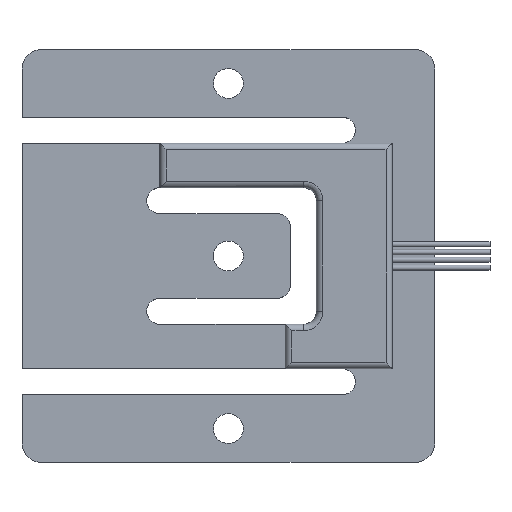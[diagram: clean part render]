
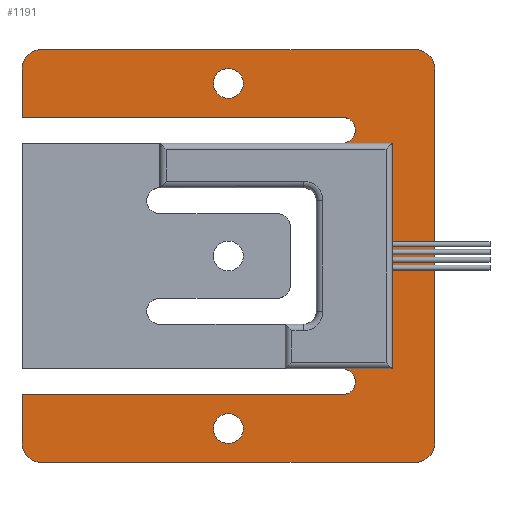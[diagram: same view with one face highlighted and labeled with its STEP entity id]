
A CAD part, top view. The second image highlights one B-rep face of the part: STEP entity #1191.
In plain terms, the highlighted planar face has unit normal (0, 0, 1).
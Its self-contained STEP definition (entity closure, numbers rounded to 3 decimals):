
#33=FACE_BOUND('',#152,.T.);
#34=FACE_BOUND('',#153,.T.);
#41=PLANE('',#1314);
#81=FACE_OUTER_BOUND('',#151,.T.);
#151=EDGE_LOOP('',(#888,#889,#890,#891,#892,#893,#894,#895,#896,#897,#898,
#899,#900,#901,#902,#903));
#152=EDGE_LOOP('',(#904,#905));
#153=EDGE_LOOP('',(#906,#907));
#250=LINE('',#1945,#359);
#251=LINE('',#1947,#360);
#252=LINE('',#1951,#361);
#253=LINE('',#1953,#362);
#254=LINE('',#1957,#363);
#255=LINE('',#1961,#364);
#256=LINE('',#1965,#365);
#257=LINE('',#1969,#366);
#258=LINE('',#1971,#367);
#259=LINE('',#1974,#368);
#359=VECTOR('',#1546,1000.);
#360=VECTOR('',#1547,1000.);
#361=VECTOR('',#1550,1000.);
#362=VECTOR('',#1551,1000.);
#363=VECTOR('',#1554,1000.);
#364=VECTOR('',#1557,1000.);
#365=VECTOR('',#1560,1000.);
#366=VECTOR('',#1563,1000.);
#367=VECTOR('',#1564,1000.);
#368=VECTOR('',#1567,1000.);
#446=CIRCLE('',#1281,2.3);
#449=CIRCLE('',#1284,2.3);
#454=CIRCLE('',#1291,2.3);
#457=CIRCLE('',#1294,2.3);
#473=CIRCLE('',#1315,2.);
#474=CIRCLE('',#1316,3.);
#475=CIRCLE('',#1317,3.);
#476=CIRCLE('',#1318,3.);
#477=CIRCLE('',#1319,3.);
#478=CIRCLE('',#1320,2.);
#506=VERTEX_POINT('',#1821);
#507=VERTEX_POINT('',#1822);
#514=VERTEX_POINT('',#1841);
#515=VERTEX_POINT('',#1842);
#560=VERTEX_POINT('',#1943);
#561=VERTEX_POINT('',#1944);
#562=VERTEX_POINT('',#1946);
#563=VERTEX_POINT('',#1948);
#564=VERTEX_POINT('',#1950);
#565=VERTEX_POINT('',#1952);
#566=VERTEX_POINT('',#1954);
#567=VERTEX_POINT('',#1956);
#568=VERTEX_POINT('',#1958);
#569=VERTEX_POINT('',#1960);
#570=VERTEX_POINT('',#1962);
#571=VERTEX_POINT('',#1964);
#572=VERTEX_POINT('',#1966);
#573=VERTEX_POINT('',#1968);
#574=VERTEX_POINT('',#1970);
#575=VERTEX_POINT('',#1972);
#628=EDGE_CURVE('',#506,#507,#446,.T.);
#632=EDGE_CURVE('',#507,#506,#449,.T.);
#638=EDGE_CURVE('',#514,#515,#454,.T.);
#642=EDGE_CURVE('',#515,#514,#457,.T.);
#689=EDGE_CURVE('',#560,#561,#250,.T.);
#690=EDGE_CURVE('',#562,#560,#251,.T.);
#691=EDGE_CURVE('',#562,#563,#473,.T.);
#692=EDGE_CURVE('',#563,#564,#252,.T.);
#693=EDGE_CURVE('',#564,#565,#253,.T.);
#694=EDGE_CURVE('',#565,#566,#474,.T.);
#695=EDGE_CURVE('',#566,#567,#254,.T.);
#696=EDGE_CURVE('',#567,#568,#475,.T.);
#697=EDGE_CURVE('',#568,#569,#255,.T.);
#698=EDGE_CURVE('',#569,#570,#476,.T.);
#699=EDGE_CURVE('',#570,#571,#256,.T.);
#700=EDGE_CURVE('',#571,#572,#477,.T.);
#701=EDGE_CURVE('',#572,#573,#257,.T.);
#702=EDGE_CURVE('',#573,#574,#258,.T.);
#703=EDGE_CURVE('',#574,#575,#478,.T.);
#704=EDGE_CURVE('',#561,#575,#259,.T.);
#888=ORIENTED_EDGE('',*,*,#689,.F.);
#889=ORIENTED_EDGE('',*,*,#690,.F.);
#890=ORIENTED_EDGE('',*,*,#691,.T.);
#891=ORIENTED_EDGE('',*,*,#692,.T.);
#892=ORIENTED_EDGE('',*,*,#693,.T.);
#893=ORIENTED_EDGE('',*,*,#694,.T.);
#894=ORIENTED_EDGE('',*,*,#695,.T.);
#895=ORIENTED_EDGE('',*,*,#696,.T.);
#896=ORIENTED_EDGE('',*,*,#697,.T.);
#897=ORIENTED_EDGE('',*,*,#698,.T.);
#898=ORIENTED_EDGE('',*,*,#699,.T.);
#899=ORIENTED_EDGE('',*,*,#700,.T.);
#900=ORIENTED_EDGE('',*,*,#701,.T.);
#901=ORIENTED_EDGE('',*,*,#702,.T.);
#902=ORIENTED_EDGE('',*,*,#703,.T.);
#903=ORIENTED_EDGE('',*,*,#704,.F.);
#904=ORIENTED_EDGE('',*,*,#628,.F.);
#905=ORIENTED_EDGE('',*,*,#632,.F.);
#906=ORIENTED_EDGE('',*,*,#638,.F.);
#907=ORIENTED_EDGE('',*,*,#642,.F.);
#1191=ADVANCED_FACE('',(#81,#33,#34),#41,.T.);
#1281=AXIS2_PLACEMENT_3D('',#1823,#1444,#1445);
#1284=AXIS2_PLACEMENT_3D('',#1829,#1451,#1452);
#1291=AXIS2_PLACEMENT_3D('',#1843,#1466,#1467);
#1294=AXIS2_PLACEMENT_3D('',#1849,#1473,#1474);
#1314=AXIS2_PLACEMENT_3D('',#1942,#1544,#1545);
#1315=AXIS2_PLACEMENT_3D('',#1949,#1548,#1549);
#1316=AXIS2_PLACEMENT_3D('',#1955,#1552,#1553);
#1317=AXIS2_PLACEMENT_3D('',#1959,#1555,#1556);
#1318=AXIS2_PLACEMENT_3D('',#1963,#1558,#1559);
#1319=AXIS2_PLACEMENT_3D('',#1967,#1561,#1562);
#1320=AXIS2_PLACEMENT_3D('',#1973,#1565,#1566);
#1444=DIRECTION('center_axis',(0.,0.,1.));
#1445=DIRECTION('ref_axis',(1.,0.,0.));
#1451=DIRECTION('center_axis',(0.,0.,1.));
#1452=DIRECTION('ref_axis',(1.,0.,0.));
#1466=DIRECTION('center_axis',(0.,0.,1.));
#1467=DIRECTION('ref_axis',(1.,0.,0.));
#1473=DIRECTION('center_axis',(0.,0.,1.));
#1474=DIRECTION('ref_axis',(1.,0.,0.));
#1544=DIRECTION('center_axis',(0.,0.,1.));
#1545=DIRECTION('ref_axis',(1.,0.,0.));
#1546=DIRECTION('',(0.,1.,0.));
#1547=DIRECTION('',(1.,0.,0.));
#1548=DIRECTION('center_axis',(0.,0.,-1.));
#1549=DIRECTION('ref_axis',(1.,0.,0.));
#1550=DIRECTION('',(-1.,0.,0.));
#1551=DIRECTION('',(0.,-1.,0.));
#1552=DIRECTION('center_axis',(0.,0.,1.));
#1553=DIRECTION('ref_axis',(1.,0.,0.));
#1554=DIRECTION('',(1.,0.,0.));
#1555=DIRECTION('center_axis',(0.,0.,1.));
#1556=DIRECTION('ref_axis',(1.,0.,0.));
#1557=DIRECTION('',(0.,1.,0.));
#1558=DIRECTION('center_axis',(0.,0.,1.));
#1559=DIRECTION('ref_axis',(1.,0.,0.));
#1560=DIRECTION('',(-1.,0.,0.));
#1561=DIRECTION('center_axis',(0.,0.,1.));
#1562=DIRECTION('ref_axis',(1.,0.,0.));
#1563=DIRECTION('',(0.,-1.,0.));
#1564=DIRECTION('',(1.,0.,0.));
#1565=DIRECTION('center_axis',(0.,0.,-1.));
#1566=DIRECTION('ref_axis',(1.,0.,0.));
#1567=DIRECTION('',(-1.,0.,0.));
#1821=CARTESIAN_POINT('',(1324.655,552.556,3.5));
#1822=CARTESIAN_POINT('',(1329.255,552.556,3.5));
#1823=CARTESIAN_POINT('Origin',(1326.955,552.556,3.5));
#1829=CARTESIAN_POINT('Origin',(1326.955,552.556,3.5));
#1841=CARTESIAN_POINT('',(1324.655,499.456,3.5));
#1842=CARTESIAN_POINT('',(1329.255,499.456,3.5));
#1843=CARTESIAN_POINT('Origin',(1326.955,499.456,3.5));
#1849=CARTESIAN_POINT('Origin',(1326.955,499.456,3.5));
#1942=CARTESIAN_POINT('Origin',(1355.705,497.256,3.5));
#1943=CARTESIAN_POINT('',(1352.205,508.656,3.5));
#1944=CARTESIAN_POINT('',(1352.205,543.356,3.5));
#1945=CARTESIAN_POINT('',(1352.205,508.656,3.5));
#1946=CARTESIAN_POINT('',(1344.505,508.656,3.5));
#1947=CARTESIAN_POINT('',(1335.705,508.656,3.5));
#1948=CARTESIAN_POINT('',(1344.505,504.656,3.5));
#1949=CARTESIAN_POINT('Origin',(1344.505,506.656,3.5));
#1950=CARTESIAN_POINT('',(1295.205,504.656,3.5));
#1951=CARTESIAN_POINT('',(1295.205,504.656,3.5));
#1952=CARTESIAN_POINT('',(1295.205,497.256,3.5));
#1953=CARTESIAN_POINT('',(1295.205,504.656,3.5));
#1954=CARTESIAN_POINT('',(1298.205,494.256,3.5));
#1955=CARTESIAN_POINT('Origin',(1298.205,497.256,3.5));
#1956=CARTESIAN_POINT('',(1355.705,494.256,3.5));
#1957=CARTESIAN_POINT('',(1298.205,494.256,3.5));
#1958=CARTESIAN_POINT('',(1358.705,497.256,3.5));
#1959=CARTESIAN_POINT('Origin',(1355.705,497.256,3.5));
#1960=CARTESIAN_POINT('',(1358.705,554.756,3.5));
#1961=CARTESIAN_POINT('',(1358.705,526.006,3.5));
#1962=CARTESIAN_POINT('',(1355.705,557.756,3.5));
#1963=CARTESIAN_POINT('Origin',(1355.705,554.756,3.5));
#1964=CARTESIAN_POINT('',(1298.205,557.756,3.5));
#1965=CARTESIAN_POINT('',(1298.205,557.756,3.5));
#1966=CARTESIAN_POINT('',(1295.205,554.756,3.5));
#1967=CARTESIAN_POINT('Origin',(1298.205,554.756,3.5));
#1968=CARTESIAN_POINT('',(1295.205,547.356,3.5));
#1969=CARTESIAN_POINT('',(1295.205,547.356,3.5));
#1970=CARTESIAN_POINT('',(1344.505,547.356,3.5));
#1971=CARTESIAN_POINT('',(1295.205,547.356,3.5));
#1972=CARTESIAN_POINT('',(1344.505,543.356,3.5));
#1973=CARTESIAN_POINT('Origin',(1344.505,545.356,3.5));
#1974=CARTESIAN_POINT('',(1316.405,543.356,3.5));
